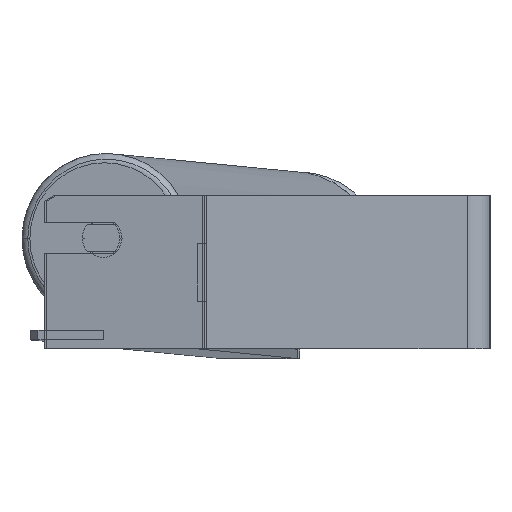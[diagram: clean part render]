
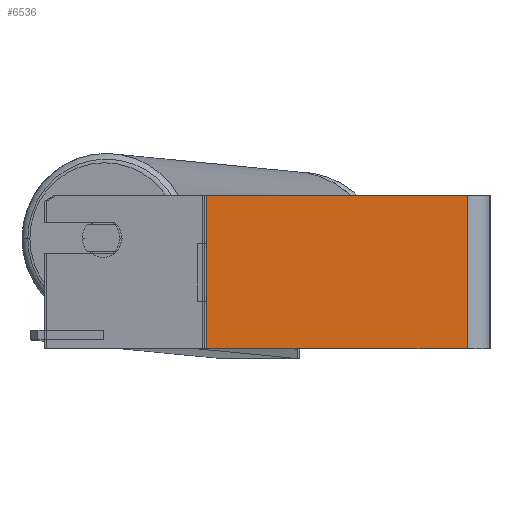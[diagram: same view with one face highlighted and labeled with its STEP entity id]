
A CAD part, left-side view. The second image highlights one B-rep face of the part: STEP entity #6536.
In plain terms, the highlighted planar face has unit normal (-1, 0, 0).
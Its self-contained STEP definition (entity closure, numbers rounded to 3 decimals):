
#858 = CARTESIAN_POINT ( 'NONE',  ( -900., 148.08, 40. ) ) ;
#871 = VERTEX_POINT ( 'NONE', #2300 ) ;
#986 = EDGE_LOOP ( 'NONE', ( #7872, #8692, #6295, #5868 ) ) ;
#1501 = CARTESIAN_POINT ( 'NONE',  ( -900., 12., -40. ) ) ;
#2066 = VERTEX_POINT ( 'NONE', #1501 ) ;
#2175 = FACE_OUTER_BOUND ( 'NONE', #986, .T. ) ;
#2224 = DIRECTION ( 'NONE',  ( 1., 0., 0. ) ) ;
#2300 = CARTESIAN_POINT ( 'NONE',  ( -900., 148.08, -40. ) ) ;
#2396 = VECTOR ( 'NONE', #6527, 1000. ) ;
#2548 = VECTOR ( 'NONE', #6967, 1000. ) ;
#2950 = CARTESIAN_POINT ( 'NONE',  ( -900., 149.129, -40. ) ) ;
#3331 = VERTEX_POINT ( 'NONE', #6735 ) ;
#3749 = DIRECTION ( 'NONE',  ( 0., 0., -1. ) ) ;
#3856 = DIRECTION ( 'NONE',  ( 0., -1., 0. ) ) ;
#4241 = CARTESIAN_POINT ( 'NONE',  ( -900., 149.129, 40. ) ) ;
#5612 = EDGE_CURVE ( 'NONE', #3331, #871, #7497, .T. ) ;
#5670 = LINE ( 'NONE', #7723, #2548 ) ;
#5840 = DIRECTION ( 'NONE',  ( 0., 0., -1. ) ) ;
#5868 = ORIENTED_EDGE ( 'NONE', *, *, #5612, .T. ) ;
#6095 = EDGE_CURVE ( 'NONE', #7668, #2066, #5670, .T. ) ;
#6294 = EDGE_CURVE ( 'NONE', #871, #2066, #7903, .T. ) ;
#6295 = ORIENTED_EDGE ( 'NONE', *, *, #7531, .F. ) ;
#6527 = DIRECTION ( 'NONE',  ( 0., -1., 0. ) ) ;
#6536 = ADVANCED_FACE ( 'NONE', ( #2175 ), #7140, .F. ) ;
#6618 = CARTESIAN_POINT ( 'NONE',  ( -900., 149.129, 40. ) ) ;
#6630 = AXIS2_PLACEMENT_3D ( 'NONE', #4241, #2224, #5840 ) ;
#6735 = CARTESIAN_POINT ( 'NONE',  ( -900., 148.08, 40. ) ) ;
#6967 = DIRECTION ( 'NONE',  ( 0., 0., -1. ) ) ;
#7100 = VECTOR ( 'NONE', #3749, 1000. ) ;
#7140 = PLANE ( 'NONE',  #6630 ) ;
#7468 = LINE ( 'NONE', #6618, #7718 ) ;
#7497 = LINE ( 'NONE', #858, #7100 ) ;
#7531 = EDGE_CURVE ( 'NONE', #3331, #7668, #7468, .T. ) ;
#7668 = VERTEX_POINT ( 'NONE', #8217 ) ;
#7718 = VECTOR ( 'NONE', #3856, 1000. ) ;
#7723 = CARTESIAN_POINT ( 'NONE',  ( -900., 12., 40. ) ) ;
#7872 = ORIENTED_EDGE ( 'NONE', *, *, #6294, .T. ) ;
#7903 = LINE ( 'NONE', #2950, #2396 ) ;
#8217 = CARTESIAN_POINT ( 'NONE',  ( -900., 12., 40. ) ) ;
#8692 = ORIENTED_EDGE ( 'NONE', *, *, #6095, .F. ) ;
